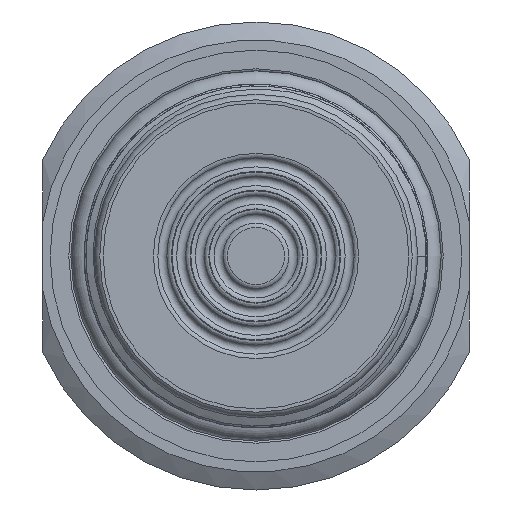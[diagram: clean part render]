
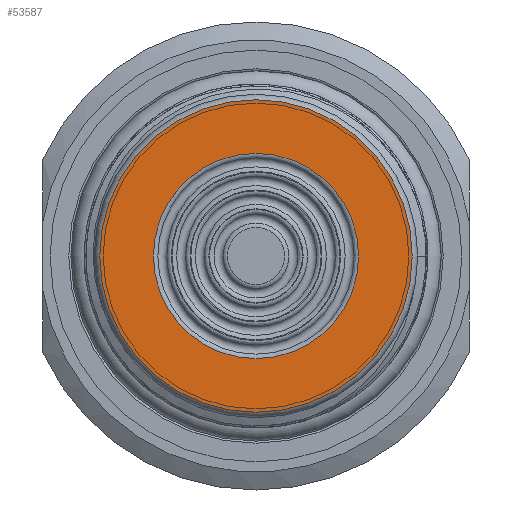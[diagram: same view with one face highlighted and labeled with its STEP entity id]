
A CAD part, left-side view. The second image highlights one B-rep face of the part: STEP entity #53587.
In plain terms, the highlighted planar face has unit normal (-1, 0, 0).
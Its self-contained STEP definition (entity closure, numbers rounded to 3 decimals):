
#1118=FACE_BOUND('',#8683,.T.);
#3059=PLANE('',#57811);
#5839=FACE_OUTER_BOUND('',#8682,.T.);
#8682=EDGE_LOOP('',(#49891));
#8683=EDGE_LOOP('',(#49892));
#9650=CIRCLE('',#57812,15.025);
#9651=CIRCLE('',#57813,9.866);
#25632=VERTEX_POINT('',#117201);
#25633=VERTEX_POINT('',#117203);
#33727=EDGE_CURVE('',#25632,#25632,#9650,.T.);
#33728=EDGE_CURVE('',#25633,#25633,#9651,.T.);
#49891=ORIENTED_EDGE('',*,*,#33727,.F.);
#49892=ORIENTED_EDGE('',*,*,#33728,.T.);
#53587=ADVANCED_FACE('',(#5839,#1118),#3059,.T.);
#57811=AXIS2_PLACEMENT_3D('',#117200,#70446,#70447);
#57812=AXIS2_PLACEMENT_3D('',#117202,#70448,#70449);
#57813=AXIS2_PLACEMENT_3D('',#117204,#70450,#70451);
#70446=DIRECTION('center_axis',(-1.,0.,0.));
#70447=DIRECTION('ref_axis',(0.,0.,1.));
#70448=DIRECTION('center_axis',(1.,0.,0.));
#70449=DIRECTION('ref_axis',(0.,0.,-1.));
#70450=DIRECTION('center_axis',(1.,0.,0.));
#70451=DIRECTION('ref_axis',(0.,0.,-1.));
#117200=CARTESIAN_POINT('Origin',(0.,15.025,0.));
#117201=CARTESIAN_POINT('',(0.,-15.025,0.));
#117202=CARTESIAN_POINT('Origin',(0.,0.,0.));
#117203=CARTESIAN_POINT('',(0.,0.,
9.866));
#117204=CARTESIAN_POINT('Origin',(0.,0.,0.));
